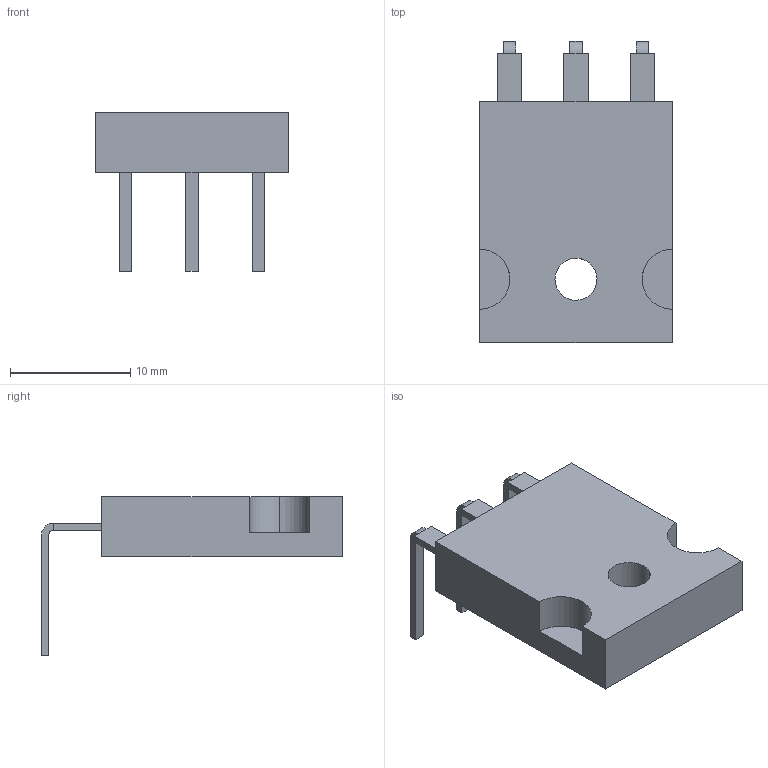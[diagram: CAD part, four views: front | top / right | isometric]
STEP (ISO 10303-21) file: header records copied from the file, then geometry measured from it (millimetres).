
FILE_DESCRIPTION(('CATIA V5 STEP Exchange'),'2;1');
FILE_NAME('VT_Part10.stp','2009-09-02T10:33:50+00:00',('none'),('none'),'CATIA Version 5 Release 18 GA (IN-10)','CATIA V5 STEP AP203','none');
FILE_SCHEMA(('CONFIG_CONTROL_DESIGN'));
Length unit declared in the file: millimetre
Products named in the file (1): Деталь10
Bounding box: 16 x 25 x 13.2 mm (x, y, z)
Volume: 1527.4 mm3; surface area: 1221.8 mm2
Topology: 1 solids, 1 shells, 53 faces, 144 edges, 96 vertices
Faces by surface type: plane 41, cylinder 12
Entity records: 1569 total; most frequent: ORIENTED_EDGE 288, CARTESIAN_POINT 271, DIRECTION 204, EDGE_CURVE 144, VECTOR 120, LINE 120, VERTEX_POINT 96, EDGE_LOOP 58
